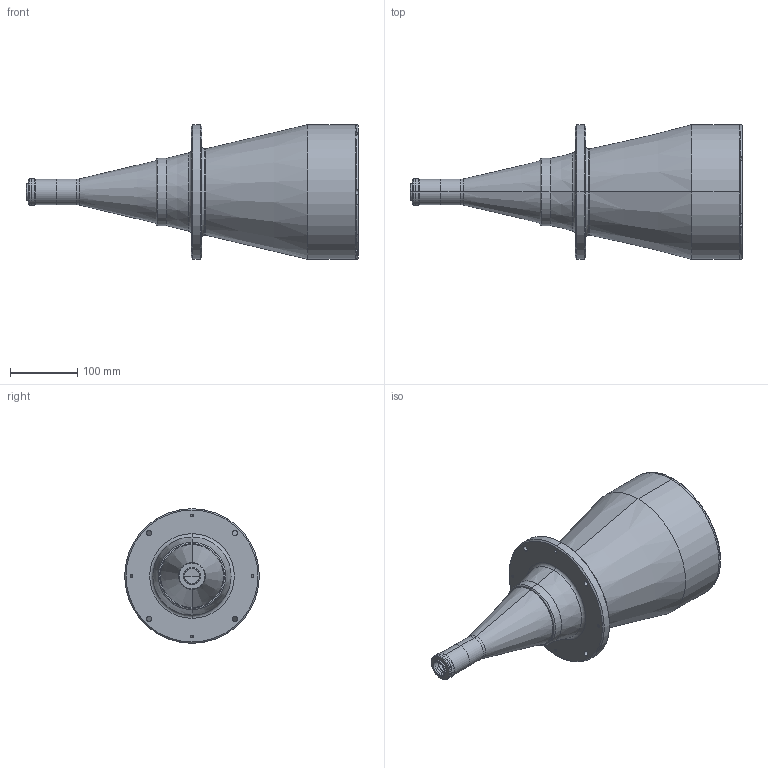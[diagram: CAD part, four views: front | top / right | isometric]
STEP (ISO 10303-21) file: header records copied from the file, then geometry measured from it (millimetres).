
FILE_DESCRIPTION (( 'STEP AP214' ), '1' );
FILE_NAME ('TC23130.STEP', '2013-04-20T09:49:37', ( 'Work' ), ( '' ), 'SwSTEP 2.0', 'SolidWorks 2013', '' );
FILE_SCHEMA (( 'AUTOMOTIVE_DESIGN' ));
Length unit declared in the file: millimetre
Products named in the file (1): TC23130
Bounding box: 493.4 x 200 x 200 mm (x, y, z)
Surface area: 287710.6 mm2 (no closed solid volume)
Topology: 0 solids, 11 shells, 147 faces, 398 edges, 267 vertices
Faces by surface type: cylinder 78, plane 33, cone 18, torus 16, sphere 2
Entity records: 6578 total; most frequent: CARTESIAN_POINT 969, DIRECTION 930, ORIENTED_EDGE 730, EDGE_CURVE 398, AXIS2_PLACEMENT_3D 396, VERTEX_POINT 267, CIRCLE 248, EDGE_LOOP 202
